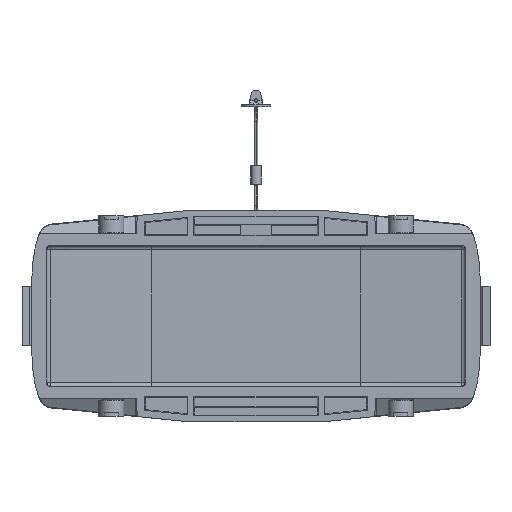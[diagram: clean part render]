
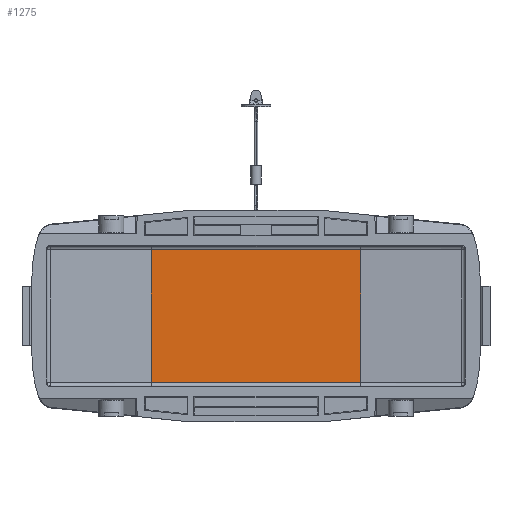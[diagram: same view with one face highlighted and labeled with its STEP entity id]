
A CAD part, front view. The second image highlights one B-rep face of the part: STEP entity #1275.
In plain terms, the highlighted planar face has unit normal (0, -1, 0).
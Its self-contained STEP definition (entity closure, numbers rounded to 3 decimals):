
#1275=ADVANCED_FACE('',(#1970),#1700,.T.);
#1700=PLANE('',#8537);
#1970=FACE_OUTER_BOUND('',#2397,.T.);
#2397=EDGE_LOOP('',(#3243,#3244,#3245,#3246));
#3243=ORIENTED_EDGE('',*,*,#6093,.T.);
#3244=ORIENTED_EDGE('',*,*,#6082,.T.);
#3245=ORIENTED_EDGE('',*,*,#6090,.F.);
#3246=ORIENTED_EDGE('',*,*,#6094,.T.);
#5259=VERTEX_POINT('',#11693);
#5261=VERTEX_POINT('',#11696);
#5266=VERTEX_POINT('',#11719);
#5268=VERTEX_POINT('',#11725);
#6082=EDGE_CURVE('',#5261,#5259,#7186,.T.);
#6090=EDGE_CURVE('',#5266,#5259,#7190,.T.);
#6093=EDGE_CURVE('',#5268,#5261,#7193,.T.);
#6094=EDGE_CURVE('',#5266,#5268,#7194,.T.);
#7186=LINE('',#11695,#7897);
#7190=LINE('',#11718,#7901);
#7193=LINE('',#11724,#7904);
#7194=LINE('',#11726,#7905);
#7897=VECTOR('',#9440,1.);
#7901=VECTOR('',#9456,1.);
#7904=VECTOR('',#9461,1.);
#7905=VECTOR('',#9462,1.);
#8537=AXIS2_PLACEMENT_3D('',#11727,#9463,#9464);
#9440=DIRECTION('',(1.,0.,0.));
#9456=DIRECTION('',(0.,0.,-1.));
#9461=DIRECTION('',(0.,0.,-1.));
#9462=DIRECTION('',(-1.,0.,0.));
#9463=DIRECTION('',(0.,-1.,0.));
#9464=DIRECTION('',(1.,0.,0.));
#11693=CARTESIAN_POINT('',(28.14,13.3,-18.853));
#11695=CARTESIAN_POINT('',(-28.14,13.3,-18.853));
#11696=CARTESIAN_POINT('',(-28.14,13.3,-18.853));
#11718=CARTESIAN_POINT('',(28.14,13.3,16.81));
#11719=CARTESIAN_POINT('',(28.14,13.3,16.81));
#11724=CARTESIAN_POINT('',(-28.14,13.3,16.81));
#11725=CARTESIAN_POINT('',(-28.14,13.3,16.81));
#11726=CARTESIAN_POINT('',(28.14,13.3,16.81));
#11727=CARTESIAN_POINT('',(-28.14,13.3,-22.621));
